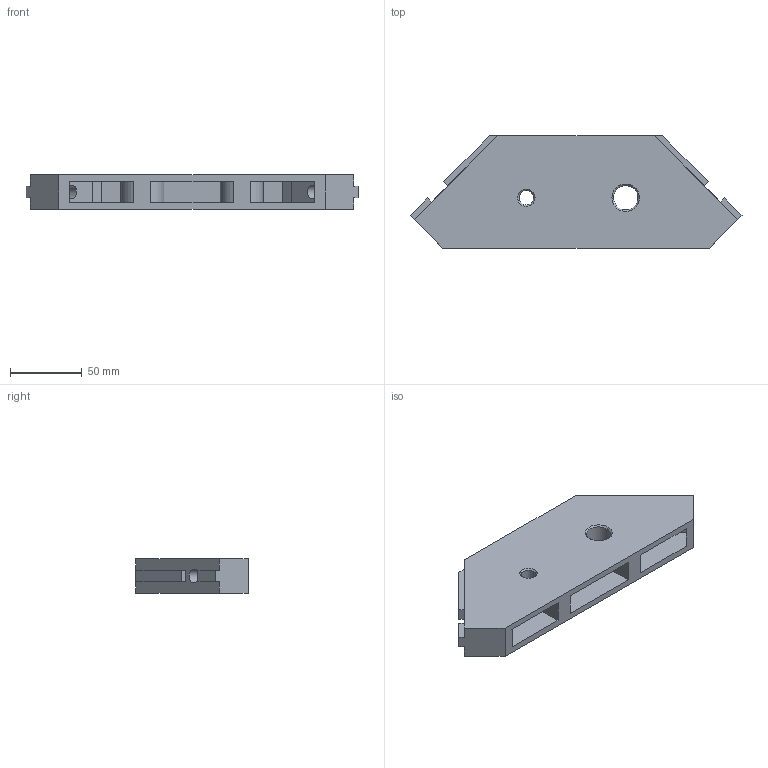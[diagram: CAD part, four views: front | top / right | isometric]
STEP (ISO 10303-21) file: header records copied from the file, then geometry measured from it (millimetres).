
FILE_DESCRIPTION(/* description */ (''),/* implementation_level */ '2;1');
FILE_NAME(/* name */ '11251_KriTec_Bodenbefestigungsplatte_8.stp',/* time_stamp */ '2015-01-15T15:48:43+01:00',/* author */ ('kostic'),/* organization */ (''),/* preprocessor_version */ 'ST-DEVELOPER v15.2',/* originating_system */ 'Autodesk Inventor 2014',/* authorisation */ '');
FILE_SCHEMA (('AUTOMOTIVE_DESIGN { 1 0 10303 214 3 1 1 }'));
Length unit declared in the file: millimetre
Products named in the file (1): 11251_KriTec_Bodenbefestigungsplatte_8
Bounding box: 230.66 x 78 x 24 mm (x, y, z)
Volume: 197116.5 mm3; surface area: 66860 mm2
Topology: 1 solids, 1 shells, 61 faces, 168 edges, 112 vertices
Faces by surface type: plane 49, cylinder 8, cone 4
Full cylindrical faces by diameter (mm): 9.5 x2, 10.106 x1, 17 x1
Entity records: 1883 total; most frequent: CARTESIAN_POINT 326, ORIENTED_EDGE 312, DIRECTION 300, EDGE_CURVE 156, LINE 136, VECTOR 136, VERTEX_POINT 108, AXIS2_PLACEMENT_3D 82
